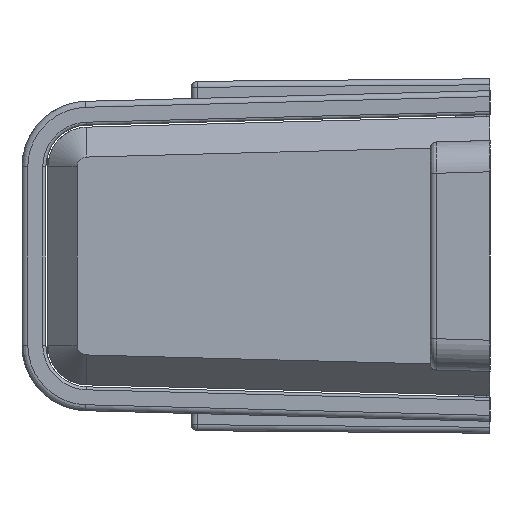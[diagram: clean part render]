
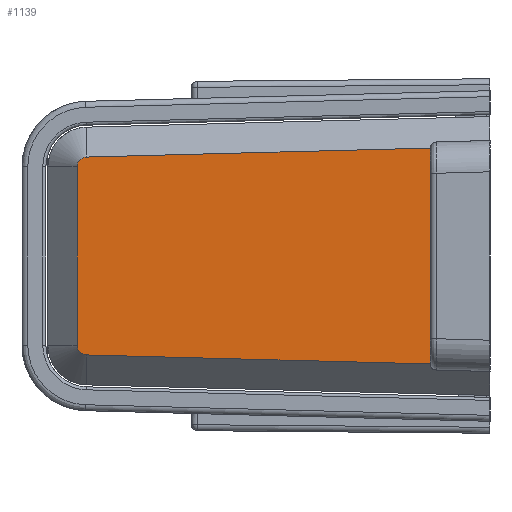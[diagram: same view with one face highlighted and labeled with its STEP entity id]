
A CAD part, left-side view. The second image highlights one B-rep face of the part: STEP entity #1139.
In plain terms, the highlighted planar face has unit normal (-1, 0.026, 0).
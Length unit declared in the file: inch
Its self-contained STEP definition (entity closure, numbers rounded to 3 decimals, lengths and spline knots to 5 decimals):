
#1139 = ADVANCED_FACE ( 'NONE', ( #9368 ), #10166, .T. ) ;
#4379 = ORIENTED_EDGE ( 'NONE', *, *, #7299, .F. ) ;
#4380 = ORIENTED_EDGE ( 'NONE', *, *, #7303, .T. ) ;
#4381 = ORIENTED_EDGE ( 'NONE', *, *, #7255, .T. ) ;
#4382 = ORIENTED_EDGE ( 'NONE', *, *, #7573, .T. ) ;
#4383 = ORIENTED_EDGE ( 'NONE', *, *, #7287, .T. ) ;
#4384 = ORIENTED_EDGE ( 'NONE', *, *, #7315, .T. ) ;
#7255 = EDGE_CURVE ( 'NONE', #8577, #8757, #20844, .T. ) ;
#7287 = EDGE_CURVE ( 'NONE', #12667, #8575, #20846, .T. ) ;
#7299 = EDGE_CURVE ( 'NONE', #8547, #8480, #21983, .T. ) ;
#7303 = EDGE_CURVE ( 'NONE', #8547, #8577, #21989, .T. ) ;
#7315 = EDGE_CURVE ( 'NONE', #8575, #8480, #22003, .T. ) ;
#7573 = EDGE_CURVE ( 'NONE', #8757, #12667, #25782, .T. ) ;
#8205 = AXIS2_PLACEMENT_3D ( 'NONE', #10160, #10171, #10172 ) ;
#8480 = VERTEX_POINT ( 'NONE', #28408 ) ;
#8547 = VERTEX_POINT ( 'NONE', #28464 ) ;
#8575 = VERTEX_POINT ( 'NONE', #28492 ) ;
#8577 = VERTEX_POINT ( 'NONE', #28494 ) ;
#8757 = VERTEX_POINT ( 'NONE', #28635 ) ;
#9368 = FACE_OUTER_BOUND ( 'NONE', #13712, .T. ) ;
#10160 = CARTESIAN_POINT ( 'NONE',  ( -1.75, 0., -0.35 ) ) ;
#10166 = PLANE ( 'NONE',  #8205 ) ;
#10171 = DIRECTION ( 'NONE',  ( -1., 0.026, 0. ) ) ;
#10172 = DIRECTION ( 'NONE',  ( -0.026, -1., 0. ) ) ;
#12667 = VERTEX_POINT ( 'NONE', #29128 ) ;
#13712 = EDGE_LOOP ( 'NONE', ( #4379, #4380, #4381, #4382, #4383, #4384 ) ) ;
#20844 = B_SPLINE_CURVE_WITH_KNOTS ( 'NONE', 3,
 ( #24475, #24483, #24484, #24485, #24486, #24487 ),
 .UNSPECIFIED., .F., .F.,
 ( 4, 2, 4 ),
 ( 0., 0.5, 1. ),
 .UNSPECIFIED. ) ;
#20846 = B_SPLINE_CURVE_WITH_KNOTS ( 'NONE', 3,
 ( #24576, #24585, #24586, #24587, #24588, #24589 ),
 .UNSPECIFIED., .F., .F.,
 ( 4, 2, 4 ),
 ( 0., 0.5, 1. ),
 .UNSPECIFIED. ) ;
#21983 = LINE ( 'NONE', #24644, #21984 ) ;
#21984 = VECTOR ( 'NONE', #24645, 39.37008 ) ;
#21989 = LINE ( 'NONE', #24654, #21990 ) ;
#21990 = VECTOR ( 'NONE', #24655, 39.37008 ) ;
#22003 = LINE ( 'NONE', #24683, #22004 ) ;
#22004 = VECTOR ( 'NONE', #24684, 39.37008 ) ;
#24475 = CARTESIAN_POINT ( 'NONE',  ( -1.72348, 1.01262, 0.24841 ) ) ;
#24483 = CARTESIAN_POINT ( 'NONE',  ( -1.72331, 1.01918, 0.24833 ) ) ;
#24484 = CARTESIAN_POINT ( 'NONE',  ( -1.72316, 1.02493, 0.24577 ) ) ;
#24485 = CARTESIAN_POINT ( 'NONE',  ( -1.72291, 1.03459, 0.23594 ) ) ;
#24486 = CARTESIAN_POINT ( 'NONE',  ( -1.72285, 1.03696, 0.23016 ) ) ;
#24487 = CARTESIAN_POINT ( 'NONE',  ( -1.72285, 1.03686, 0.22352 ) ) ;
#24576 = CARTESIAN_POINT ( 'NONE',  ( -1.72285, 1.03686, -0.22352 ) ) ;
#24585 = CARTESIAN_POINT ( 'NONE',  ( -1.72285, 1.03696, -0.23008 ) ) ;
#24586 = CARTESIAN_POINT ( 'NONE',  ( -1.72291, 1.03455, -0.2359 ) ) ;
#24587 = CARTESIAN_POINT ( 'NONE',  ( -1.72316, 1.02497, -0.24581 ) ) ;
#24588 = CARTESIAN_POINT ( 'NONE',  ( -1.72331, 1.01926, -0.24833 ) ) ;
#24589 = CARTESIAN_POINT ( 'NONE',  ( -1.72348, 1.01262, -0.24841 ) ) ;
#24644 = CARTESIAN_POINT ( 'NONE',  ( -1.74607, 0.15, -0.35 ) ) ;
#24645 = DIRECTION ( 'NONE',  ( 0., 0., -1. ) ) ;
#24654 = CARTESIAN_POINT ( 'NONE',  ( -1.74957, 0.01634, 0.27449 ) ) ;
#24655 = DIRECTION ( 'NONE',  ( 0.026, 0.999, -0.026 ) ) ;
#24683 = CARTESIAN_POINT ( 'NONE',  ( -1.75005, -0.00196, -0.27497 ) ) ;
#24684 = DIRECTION ( 'NONE',  ( -0.026, -0.999, -0.026 ) ) ;
#25469 = CARTESIAN_POINT ( 'NONE',  ( -1.72285, 1.03686, -0.22352 ) ) ;
#25470 = DIRECTION ( 'NONE',  ( 0., 0., -1. ) ) ;
#25772 = VECTOR ( 'NONE', #25470, 39.37008 ) ;
#25782 = LINE ( 'NONE', #25469, #25772 ) ;
#28408 = CARTESIAN_POINT ( 'NONE',  ( -1.74607, 0.15, -0.27099 ) ) ;
#28464 = CARTESIAN_POINT ( 'NONE',  ( -1.74607, 0.15, 0.27099 ) ) ;
#28492 = CARTESIAN_POINT ( 'NONE',  ( -1.72348, 1.01262, -0.24841 ) ) ;
#28494 = CARTESIAN_POINT ( 'NONE',  ( -1.72348, 1.01262, 0.24841 ) ) ;
#28635 = CARTESIAN_POINT ( 'NONE',  ( -1.72285, 1.03686, 0.22352 ) ) ;
#29128 = CARTESIAN_POINT ( 'NONE',  ( -1.72285, 1.03686, -0.22352 ) ) ;
